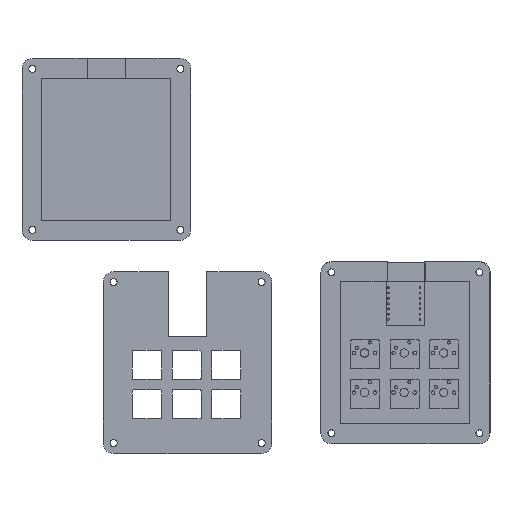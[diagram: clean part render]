
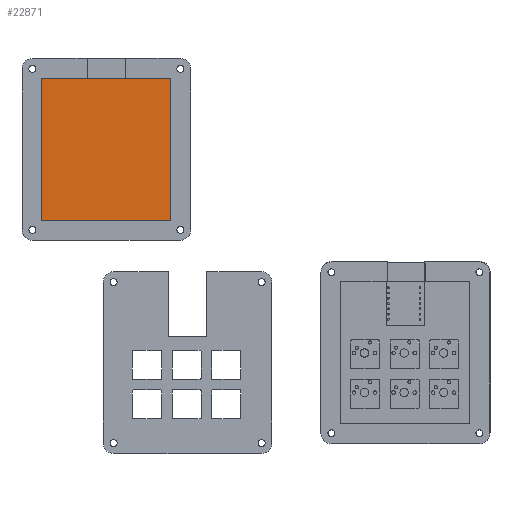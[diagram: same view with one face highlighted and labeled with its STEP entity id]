
A CAD part, top view. The second image highlights one B-rep face of the part: STEP entity #22871.
In plain terms, the highlighted planar face has unit normal (0, 0, 1).
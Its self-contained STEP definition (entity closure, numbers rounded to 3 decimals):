
#3753=FACE_OUTER_BOUND('',#5163,.T.);
#5163=EDGE_LOOP('',(#21183,#21184,#21185,#21186));
#7002=LINE('',#44962,#8834);
#7004=LINE('',#44966,#8836);
#7005=LINE('',#44968,#8837);
#7006=LINE('',#44969,#8838);
#8834=VECTOR('',#27150,10.);
#8836=VECTOR('',#27154,10.);
#8837=VECTOR('',#27155,10.);
#8838=VECTOR('',#27156,10.);
#11093=VERTEX_POINT('',#44959);
#11094=VERTEX_POINT('',#44961);
#11095=VERTEX_POINT('',#44965);
#11096=VERTEX_POINT('',#44967);
#14466=EDGE_CURVE('',#11093,#11094,#7002,.T.);
#14468=EDGE_CURVE('',#11095,#11093,#7004,.T.);
#14469=EDGE_CURVE('',#11096,#11095,#7005,.T.);
#14470=EDGE_CURVE('',#11094,#11096,#7006,.T.);
#21183=ORIENTED_EDGE('',*,*,#14466,.F.);
#21184=ORIENTED_EDGE('',*,*,#14468,.F.);
#21185=ORIENTED_EDGE('',*,*,#14469,.F.);
#21186=ORIENTED_EDGE('',*,*,#14470,.F.);
#21675=PLANE('',#23706);
#22871=ADVANCED_FACE('',(#3753),#21675,.T.);
#23706=AXIS2_PLACEMENT_3D('',#44964,#27152,#27153);
#27150=DIRECTION('',(1.,0.,0.));
#27152=DIRECTION('center_axis',(0.,0.,1.));
#27153=DIRECTION('ref_axis',(1.,0.,0.));
#27154=DIRECTION('',(0.,1.,0.));
#27155=DIRECTION('',(-1.,0.,0.));
#27156=DIRECTION('',(0.,-1.,0.));
#44959=CARTESIAN_POINT('',(-41.181,58.5,3.));
#44961=CARTESIAN_POINT('',(21.069,58.5,3.));
#44962=CARTESIAN_POINT('',(-25.619,58.5,3.));
#44964=CARTESIAN_POINT('Origin',(-10.056,24.25,3.));
#44965=CARTESIAN_POINT('',(-41.181,-10.,3.));
#44966=CARTESIAN_POINT('',(-41.181,7.125,3.));
#44967=CARTESIAN_POINT('',(21.069,-10.,3.));
#44968=CARTESIAN_POINT('',(5.506,-10.,3.));
#44969=CARTESIAN_POINT('',(21.069,41.375,3.));
